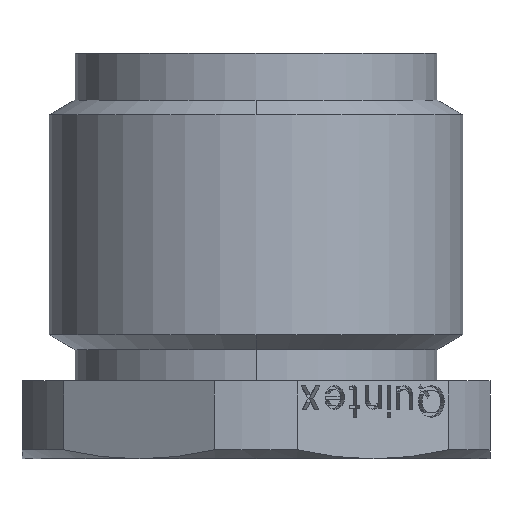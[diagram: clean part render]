
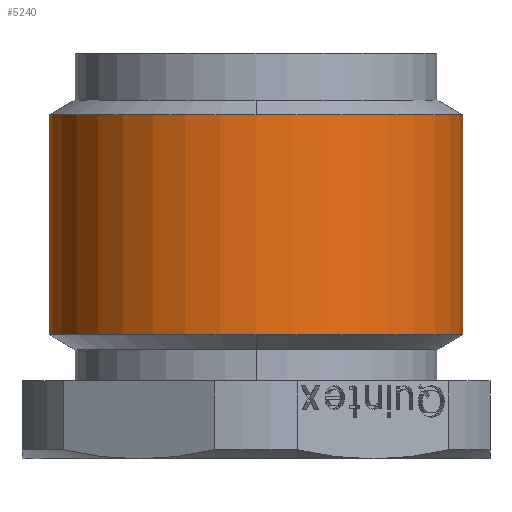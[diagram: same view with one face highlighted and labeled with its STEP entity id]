
A CAD part, left-side view. The second image highlights one B-rep face of the part: STEP entity #5240.
In plain terms, the highlighted cylindrical face has radius 13.25 mm (diameter 26.5 mm), a partial arc.
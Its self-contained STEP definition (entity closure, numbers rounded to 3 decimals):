
#1230=CARTESIAN_POINT('',(41.,46.,7.953));
#1240=DIRECTION('',(0.,0.,1.));
#1250=DIRECTION('',(1.,0.,0.));
#1260=AXIS2_PLACEMENT_3D('',#1230,#1240,#1250);
#1270=CIRCLE('',#1260,13.25);
#1280=CARTESIAN_POINT('',(41.,32.75,7.953));
#1290=VERTEX_POINT('',#1280);
#1340=CARTESIAN_POINT('',(41.,32.75,61.5));
#1350=DIRECTION('',(0.,0.,1.));
#1360=VECTOR('',#1350,1.);
#1370=LINE('',#1340,#1360);
#1380=CARTESIAN_POINT('',(41.,32.75,22.046));
#1390=VERTEX_POINT('',#1380);
#1400=EDGE_CURVE('',#1290,#1390,#1370,.T.);
#1420=CARTESIAN_POINT('',(41.,46.,22.046));
#1430=DIRECTION('',(0.,0.,-1.));
#1440=DIRECTION('',(-1.,0.,0.));
#1450=AXIS2_PLACEMENT_3D('',#1420,#1430,#1440);
#1460=CIRCLE('',#1450,13.25);
#1510=CARTESIAN_POINT('',(41.,59.25,22.046));
#1520=VERTEX_POINT('',#1510);
#1550=CARTESIAN_POINT('',(41.,59.25,61.5));
#1560=DIRECTION('',(0.,0.,1.));
#1570=VECTOR('',#1560,1.);
#1580=LINE('',#1550,#1570);
#1590=CARTESIAN_POINT('',(41.,59.25,7.953));
#1600=VERTEX_POINT('513620-1438758671-94de80b037bf-0 959918',#1590);
#1610=EDGE_CURVE('',#1600,#1520,#1580,.T.);
#4380=CARTESIAN_POINT('',(27.75,46.,7.953));
#4390=VERTEX_POINT('',#4380);
#4400=EDGE_CURVE('513620-1438758671-94de80b037bf-0 959449',#1600,#4390,
#1270,.T.);
#5060=CARTESIAN_POINT('',(41.,46.,61.5));
#5070=DIRECTION('',(0.,0.,1.));
#5080=DIRECTION('',(0.,1.,0.));
#5090=AXIS2_PLACEMENT_3D('',#5060,#5070,#5080);
#5100=CYLINDRICAL_SURFACE('',#5090,13.25);
#5110=ORIENTED_EDGE('',*,*,#1400,.T.);
#5120=EDGE_CURVE('513620-1438758671-94de80b037bf-0 959449',#4390,#1290,
#1270,.T.);
#5130=ORIENTED_EDGE('',*,*,#5120,.T.);
#5140=ORIENTED_EDGE('',*,*,#4400,.T.);
#5150=ORIENTED_EDGE('',*,*,#1610,.F.);
#5160=CARTESIAN_POINT('',(27.75,46.,22.046));
#5170=VERTEX_POINT('171874-1174910954-18dedf06dc-0 708520',#5160);
#5180=EDGE_CURVE('171874-1174910954-18dedf06dc-0 701014',#5170,#1520,
#1460,.T.);
#5190=ORIENTED_EDGE('',*,*,#5180,.T.);
#5200=EDGE_CURVE('171874-1174910954-18dedf06dc-0 701014',#1390,#5170,
#1460,.T.);
#5210=ORIENTED_EDGE('',*,*,#5200,.T.);
#5220=EDGE_LOOP('',(#5210,#5190,#5150,#5140,#5130,#5110));
#5230=FACE_OUTER_BOUND('',#5220,.T.);
#5240=ADVANCED_FACE('425163-1193124830-15c55b27c6-0 470200',(#5230),
#5100,.T.);
